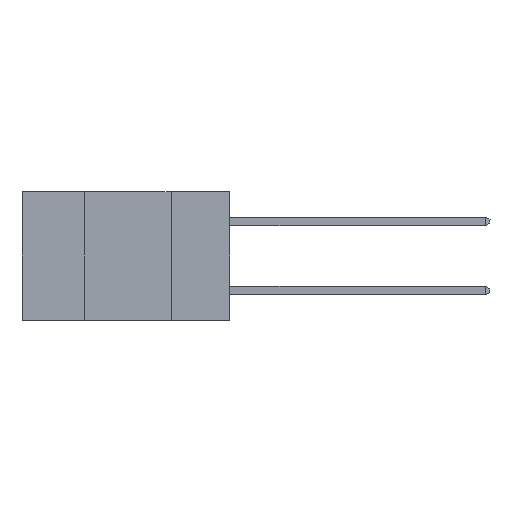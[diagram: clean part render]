
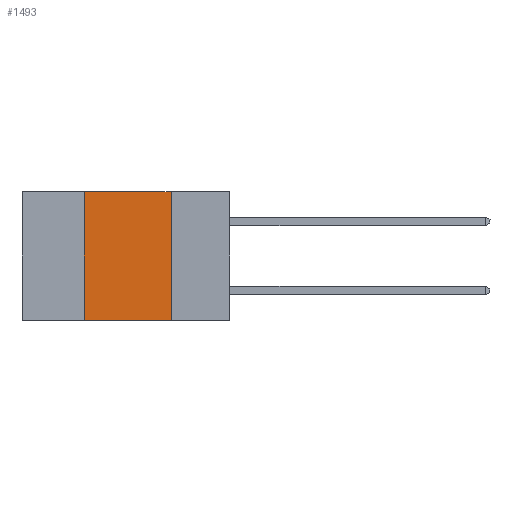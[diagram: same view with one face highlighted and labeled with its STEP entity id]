
A CAD part, left-side view. The second image highlights one B-rep face of the part: STEP entity #1493.
In plain terms, the highlighted planar face has unit normal (-1, 0, 0).
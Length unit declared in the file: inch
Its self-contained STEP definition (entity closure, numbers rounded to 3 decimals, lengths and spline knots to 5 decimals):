
#138 = LINE ( 'NONE', #2603, #4677 ) ;
#738 = ORIENTED_EDGE ( 'NONE', *, *, #6897, .F. ) ;
#932 = CARTESIAN_POINT ( 'NONE',  ( 0., 0.17, 0. ) ) ;
#1310 = VERTEX_POINT ( 'NONE', #1761 ) ;
#1493 = ADVANCED_FACE ( 'NONE', ( #8570 ), #1579, .F. ) ;
#1579 = PLANE ( 'NONE',  #7859 ) ;
#1761 = CARTESIAN_POINT ( 'NONE',  ( 0., 0.42, -0.37 ) ) ;
#2505 = VERTEX_POINT ( 'NONE', #932 ) ;
#2603 = CARTESIAN_POINT ( 'NONE',  ( 0., 0.6, -0.37 ) ) ;
#2935 = VECTOR ( 'NONE', #8147, 39.37008 ) ;
#2952 = CARTESIAN_POINT ( 'NONE',  ( 0., 0.42, -0.37 ) ) ;
#3102 = DIRECTION ( 'NONE',  ( 0., 0., 1. ) ) ;
#3526 = DIRECTION ( 'NONE',  ( 0., -1., 0. ) ) ;
#3657 = ORIENTED_EDGE ( 'NONE', *, *, #8806, .T. ) ;
#3874 = LINE ( 'NONE', #10343, #4628 ) ;
#4297 = VECTOR ( 'NONE', #3102, 39.37008 ) ;
#4628 = VECTOR ( 'NONE', #8833, 39.37008 ) ;
#4677 = VECTOR ( 'NONE', #3526, 39.37008 ) ;
#6366 = CARTESIAN_POINT ( 'NONE',  ( 0., 0.42, 0. ) ) ;
#6417 = EDGE_CURVE ( 'NONE', #9108, #2505, #3874, .T. ) ;
#6821 = EDGE_LOOP ( 'NONE', ( #8459, #9804, #738, #3657 ) ) ;
#6897 = EDGE_CURVE ( 'NONE', #1310, #9108, #10432, .T. ) ;
#7788 = EDGE_CURVE ( 'NONE', #2505, #9474, #9871, .T. ) ;
#7859 = AXIS2_PLACEMENT_3D ( 'NONE', #8021, #8775, #9743 ) ;
#8021 = CARTESIAN_POINT ( 'NONE',  ( 0., 0.6, 0. ) ) ;
#8147 = DIRECTION ( 'NONE',  ( 0., 0., -1. ) ) ;
#8459 = ORIENTED_EDGE ( 'NONE', *, *, #7788, .F. ) ;
#8570 = FACE_OUTER_BOUND ( 'NONE', #6821, .T. ) ;
#8775 = DIRECTION ( 'NONE',  ( 1., 0., 0. ) ) ;
#8806 = EDGE_CURVE ( 'NONE', #1310, #9474, #138, .T. ) ;
#8833 = DIRECTION ( 'NONE',  ( 0., -1., 0. ) ) ;
#9108 = VERTEX_POINT ( 'NONE', #6366 ) ;
#9474 = VERTEX_POINT ( 'NONE', #10240 ) ;
#9743 = DIRECTION ( 'NONE',  ( 0., 0., -1. ) ) ;
#9804 = ORIENTED_EDGE ( 'NONE', *, *, #6417, .F. ) ;
#9871 = LINE ( 'NONE', #10621, #2935 ) ;
#10240 = CARTESIAN_POINT ( 'NONE',  ( 0., 0.17, -0.37 ) ) ;
#10343 = CARTESIAN_POINT ( 'NONE',  ( 0., 0.6, 0. ) ) ;
#10432 = LINE ( 'NONE', #2952, #4297 ) ;
#10621 = CARTESIAN_POINT ( 'NONE',  ( 0., 0.17, -0.37 ) ) ;
